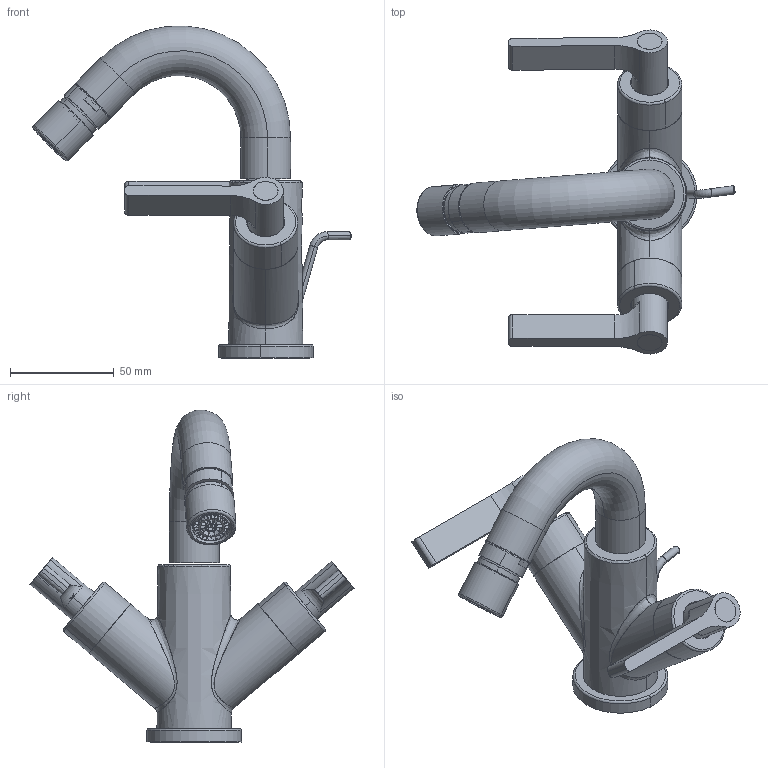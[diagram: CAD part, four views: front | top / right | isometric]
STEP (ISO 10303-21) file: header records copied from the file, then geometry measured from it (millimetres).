
FILE_DESCRIPTION(('CATIA V5 STEP Exchange','CAx-IF Rec.Pracs.--- Model Styling and Organization---1.5--- 2016-08-15','CAx-IF Rec.Pracs.---Supplemental Geometry---1.0---2011-11-01','CAx-IF Rec.Pracs.--- Composite Materials ---3.4---2017-06-13','CAx-IF Rec.Pracs.---Tessellated 3D Geometry---1.0---2015-12-17'),'2;1');
FILE_NAME('GL000550.stp','2023-02-03T08:28:57+00:00',('none'),('none'),'CATIA Version 5-6 Release 2020 SP2','CATIA V5 STEP AP242 v2','none');
FILE_SCHEMA(('AP242_MANAGED_MODEL_BASED_3D_ENGINEERING_MIM_LF {1 0 10303 442 1 1 4}'));
Length unit declared in the file: millimetre
Products named in the file (1): GL00055
Bounding box: 153.45 x 156.26 x 160.12 mm (x, y, z)
Volume: 61974.7 mm3; surface area: 72591 mm2
Topology: 18 solids, 49 shells, 1023 faces, 3125 edges, 2128 vertices
Faces by surface type: plane 534, cylinder 231, cone 113, extrusion 104, torus 35, bspline 4, sphere 2
Entity records: 38328 total; most frequent: CARTESIAN_POINT 12214, ORIENTED_EDGE 6067, DIRECTION 3501, EDGE_CURVE 3123, VERTEX_POINT 2128, AXIS2_PLACEMENT_3D 1549, VECTOR 1512, LINE 1408
